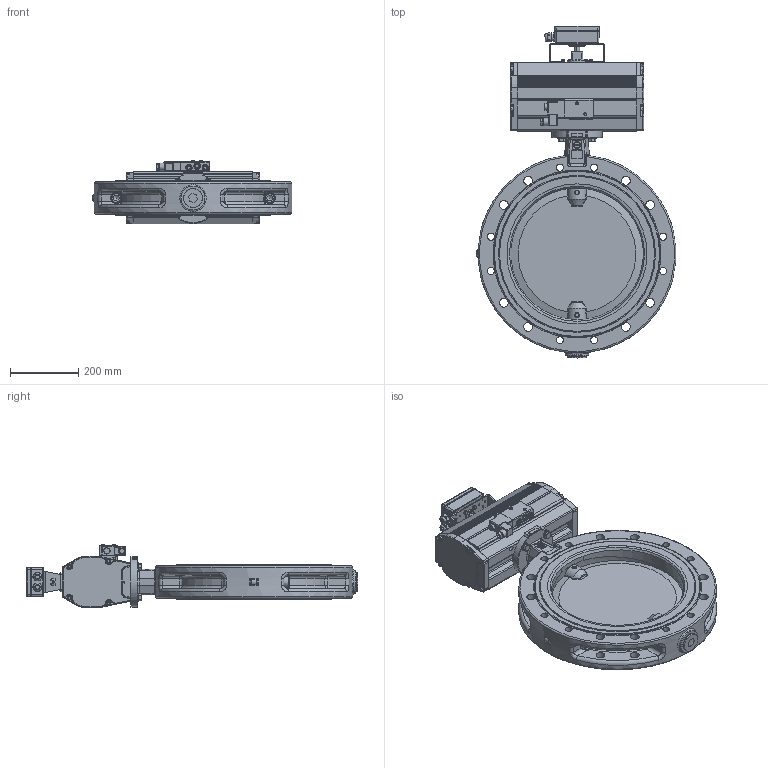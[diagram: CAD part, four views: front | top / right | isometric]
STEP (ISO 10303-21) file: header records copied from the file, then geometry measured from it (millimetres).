
FILE_DESCRIPTION((''),'2;1');
FILE_NAME('T22T-400-0006.stp','2011-09-14T09:04:10',('hellwig'),(''),'Autodesk Inventor 2011','Autodesk Inventor 2011','');
FILE_SCHEMA(('AUTOMOTIVE_DESIGN { 1 0 10303 214 1 1 1 1 }'));
Length unit declared in the file: millimetre
Products named in the file (1): M19373_Konturvereinfachung_1
Bounding box: 584.12 x 972.5 x 187.3 mm (x, y, z)
Volume: 24968698.4 mm3; surface area: 1873784.9 mm2
Topology: 9 solids, 66 shells, 2844 faces, 6857 edges, 4236 vertices
Faces by surface type: plane 1165, cylinder 880, bspline 376, cone 317, torus 68, sphere 38
Full cylindrical faces by diameter (mm): 3 x2, 3.242 x4, 4 x8, 4.567 x4, 5 x6, 5.459 x4, 5.5 x8, 6 x14, 6.5 x7, 6.647 x2, 6.7 x4, 7 x4, 8 x2, 8.7 x4, 10 x4, 11.053 x4, 11.445 x3, 12 x4, 13 x4, 13.5 x4, 14 x5, 17 x3, 17.2 x4, 17.294 x2, 18 x3, 18.5 x1, 19 x3, 19.9 x2, 20 x4, 20.752 x8
Entity records: 108584 total; most frequent: CARTESIAN_POINT 43163, DIRECTION 13108, ORIENTED_EDGE 12486, EDGE_CURVE 6243, AXIS2_PLACEMENT_3D 5138, VERTEX_POINT 4043, EDGE_LOOP 3532, FACE_OUTER_BOUND 2842
